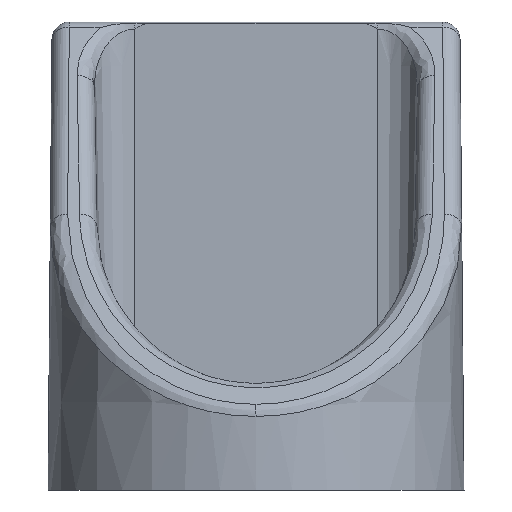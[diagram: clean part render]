
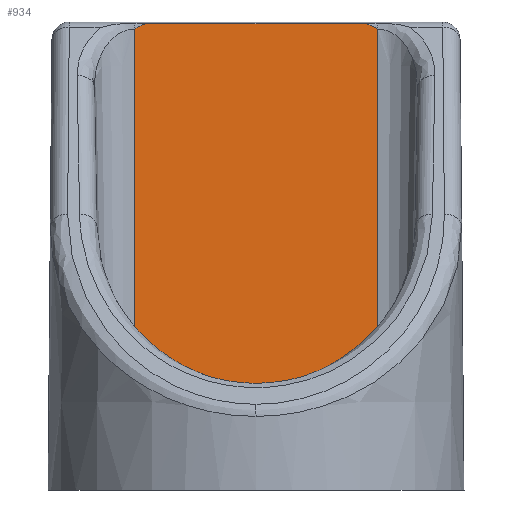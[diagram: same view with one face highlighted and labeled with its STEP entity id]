
A CAD part, left-side view. The second image highlights one B-rep face of the part: STEP entity #934.
In plain terms, the highlighted planar face has unit normal (-1, 0, 0.018).
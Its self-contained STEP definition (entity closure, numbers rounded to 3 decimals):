
#7 = VERTEX_POINT ( 'NONE', #1151 ) ;
#136 = CARTESIAN_POINT ( 'NONE',  ( 10.377, -7., 26.596 ) ) ;
#140 = VERTEX_POINT ( 'NONE', #176 ) ;
#153 = CARTESIAN_POINT ( 'NONE',  ( 10.381, 6.553, 26.831 ) ) ;
#176 = CARTESIAN_POINT ( 'NONE',  ( 10.377, -7., 26.596 ) ) ;
#218 = ORIENTED_EDGE ( 'NONE', *, *, #1073, .T. ) ;
#224 = PLANE ( 'NONE',  #1132 ) ;
#233 = CARTESIAN_POINT ( 'NONE',  ( 10., -7., 5. ) ) ;
#269 = LINE ( 'NONE', #933, #977 ) ;
#272 = VERTEX_POINT ( 'NONE', #1236 ) ;
#293 = CARTESIAN_POINT ( 'NONE',  ( 10.378, 6.894, 26.664 ) ) ;
#309 = VECTOR ( 'NONE', #372, 1000. ) ;
#353 = DIRECTION ( 'NONE',  ( -1., 0., 0.017 ) ) ;
#360 = DIRECTION ( 'NONE',  ( 0.017, 0., 1. ) ) ;
#372 = DIRECTION ( 'NONE',  ( 0.017, 0., 1. ) ) ;
#392 = B_SPLINE_CURVE_WITH_KNOTS ( 'NONE', 3,
 ( #856, #1691, #153, #1130, #293, #1275 ),
 .UNSPECIFIED., .F., .F.,
 ( 4, 2, 4 ),
 ( 0., 0., 0.001 ),
 .UNSPECIFIED. ) ;
#419 = ORIENTED_EDGE ( 'NONE', *, *, #1639, .F. ) ;
#458 = EDGE_CURVE ( 'NONE', #140, #7, #991, .T. ) ;
#511 = CARTESIAN_POINT ( 'NONE',  ( 10.382, -7., 26.909 ) ) ;
#520 = CARTESIAN_POINT ( 'NONE',  ( 10., 7., 5. ) ) ;
#575 = CARTESIAN_POINT ( 'NONE',  ( 10.379, -6.782, 26.726 ) ) ;
#657 = LINE ( 'NONE', #520, #1713 ) ;
#671 = DIRECTION ( 'NONE',  ( 0.017, 0., 1. ) ) ;
#718 = CARTESIAN_POINT ( 'NONE',  ( 10.382, -6.435, 26.875 ) ) ;
#856 = CARTESIAN_POINT ( 'NONE',  ( 10.382, 6.312, 26.909 ) ) ;
#933 = CARTESIAN_POINT ( 'NONE',  ( 10., 7., 5. ) ) ;
#934 = ADVANCED_FACE ( 'NONE', ( #1745 ), #224, .T. ) ;
#935 = CARTESIAN_POINT ( 'NONE',  ( 10., 7., 5. ) ) ;
#950 = ORIENTED_EDGE ( 'NONE', *, *, #1263, .T. ) ;
#977 = VECTOR ( 'NONE', #1346, 1000. ) ;
#984 = EDGE_CURVE ( 'NONE', #7, #1291, #1285, .T. ) ;
#991 = B_SPLINE_CURVE_WITH_KNOTS ( 'NONE', 3,
 ( #136, #1554, #575, #1542, #718, #1693 ),
 .UNSPECIFIED., .F., .F.,
 ( 4, 2, 4 ),
 ( 0., 0., 0.001 ),
 .UNSPECIFIED. ) ;
#1073 = EDGE_CURVE ( 'NONE', #1291, #1728, #392, .T. ) ;
#1130 = CARTESIAN_POINT ( 'NONE',  ( 10.379, 6.782, 26.726 ) ) ;
#1132 = AXIS2_PLACEMENT_3D ( 'NONE', #935, #353, #360 ) ;
#1151 = CARTESIAN_POINT ( 'NONE',  ( 10.382, -6.312, 26.909 ) ) ;
#1166 = ORIENTED_EDGE ( 'NONE', *, *, #458, .T. ) ;
#1198 = CARTESIAN_POINT ( 'NONE',  ( 10.377, 7., 26.596 ) ) ;
#1236 = CARTESIAN_POINT ( 'NONE',  ( 10., 7., 5. ) ) ;
#1263 = EDGE_CURVE ( 'NONE', #1412, #140, #1391, .T. ) ;
#1275 = CARTESIAN_POINT ( 'NONE',  ( 10.377, 7., 26.596 ) ) ;
#1285 = LINE ( 'NONE', #511, #1332 ) ;
#1291 = VERTEX_POINT ( 'NONE', #1778 ) ;
#1299 = EDGE_CURVE ( 'NONE', #272, #1728, #657, .T. ) ;
#1318 = ORIENTED_EDGE ( 'NONE', *, *, #984, .T. ) ;
#1332 = VECTOR ( 'NONE', #1483, 1000. ) ;
#1346 = DIRECTION ( 'NONE',  ( 0., 1., 0. ) ) ;
#1376 = CARTESIAN_POINT ( 'NONE',  ( 10., -7., 5. ) ) ;
#1391 = LINE ( 'NONE', #233, #309 ) ;
#1403 = EDGE_LOOP ( 'NONE', ( #1318, #218, #1596, #419, #950, #1166 ) ) ;
#1412 = VERTEX_POINT ( 'NONE', #1376 ) ;
#1483 = DIRECTION ( 'NONE',  ( 0., 1., 0. ) ) ;
#1542 = CARTESIAN_POINT ( 'NONE',  ( 10.381, -6.553, 26.831 ) ) ;
#1554 = CARTESIAN_POINT ( 'NONE',  ( 10.378, -6.894, 26.664 ) ) ;
#1596 = ORIENTED_EDGE ( 'NONE', *, *, #1299, .F. ) ;
#1639 = EDGE_CURVE ( 'NONE', #1412, #272, #269, .T. ) ;
#1691 = CARTESIAN_POINT ( 'NONE',  ( 10.382, 6.435, 26.875 ) ) ;
#1693 = CARTESIAN_POINT ( 'NONE',  ( 10.382, -6.312, 26.909 ) ) ;
#1713 = VECTOR ( 'NONE', #671, 1000. ) ;
#1728 = VERTEX_POINT ( 'NONE', #1198 ) ;
#1745 = FACE_OUTER_BOUND ( 'NONE', #1403, .T. ) ;
#1778 = CARTESIAN_POINT ( 'NONE',  ( 10.382, 6.312, 26.909 ) ) ;
